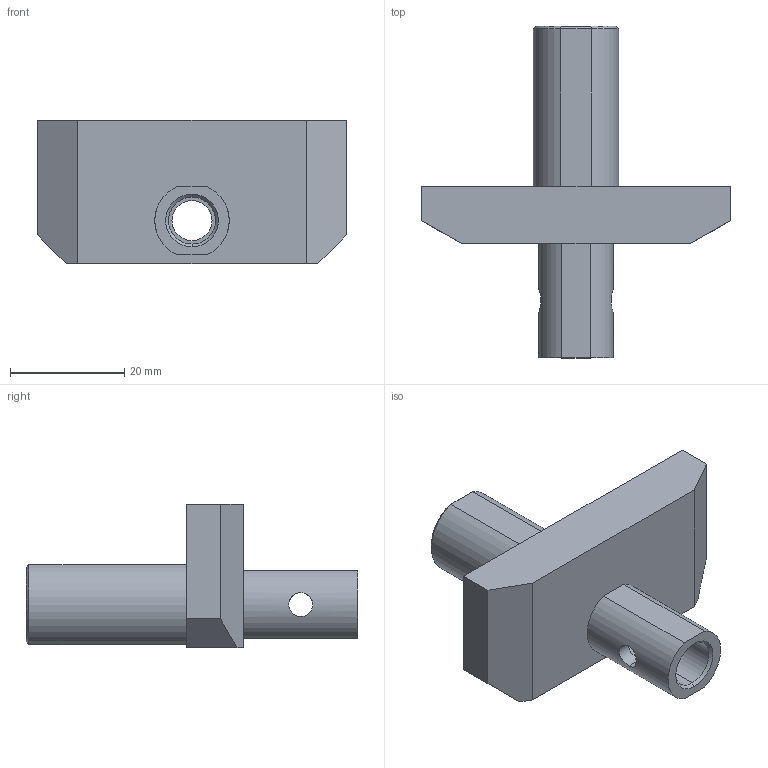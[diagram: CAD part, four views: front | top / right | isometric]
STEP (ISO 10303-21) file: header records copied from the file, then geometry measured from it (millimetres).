
FILE_DESCRIPTION (( 'STEP AP203' ), '1' );
FILE_NAME ('AC-25-LJ.STEP', '2017-02-03T06:57:04', ( '' ), ( '' ), 'SwSTEP 2.0', 'SolidWorks 2014', '' );
FILE_SCHEMA (( 'CONFIG_CONTROL_DESIGN' ));
Length unit declared in the file: millimetre
Products named in the file (1): AC-25-LJ
Bounding box: 54 x 58 x 25 mm (x, y, z)
Volume: 17108.5 mm3; surface area: 7445.2 mm2
Topology: 1 solids, 1 shells, 43 faces, 101 edges, 63 vertices
Faces by surface type: plane 19, cylinder 15, cone 9
Entity records: 1529 total; most frequent: CARTESIAN_POINT 452, DIRECTION 206, ORIENTED_EDGE 202, EDGE_CURVE 101, AXIS2_PLACEMENT_3D 73, VERTEX_POINT 63, VECTOR 60, LINE 60
